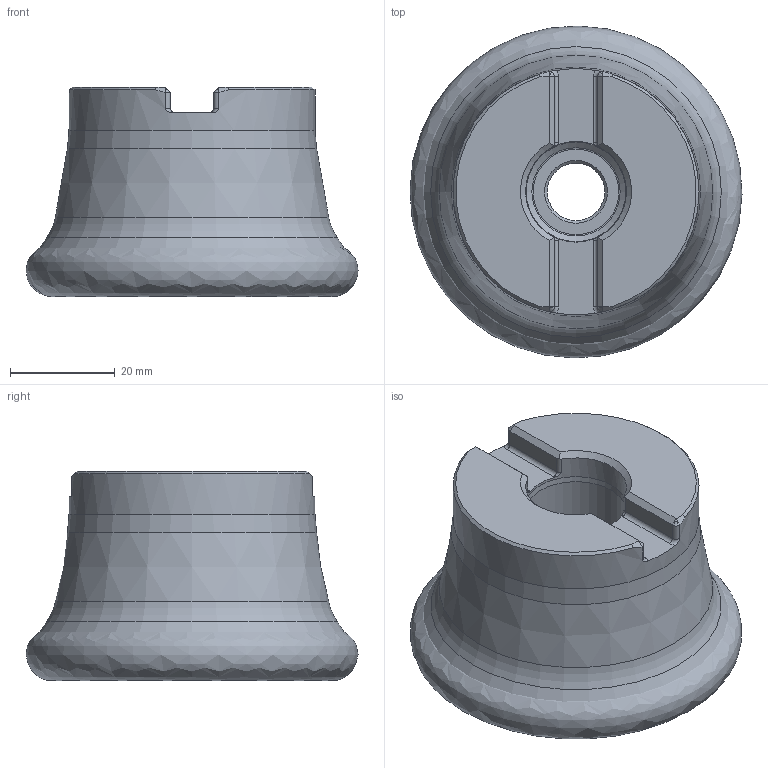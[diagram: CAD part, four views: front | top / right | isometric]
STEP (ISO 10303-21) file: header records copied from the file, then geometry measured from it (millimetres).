
FILE_DESCRIPTION(/* description */ (''),/* implementation_level */ '2;1');
FILE_NAME(/* name */ '250A07R_ISMORC10_C_SIM.stp',/* time_stamp */ '2017-06-12T10:38:05+02:00',/* author */ (''),/* organization */ (''),/* preprocessor_version */ 'ST-DEVELOPER v15',/* originating_system */ 'SIEMENS PLM Software NX 8.5',/* authorisation */ '');
FILE_SCHEMA (('AUTOMOTIVE_DESIGN { 1 0 10303 214 3 1 1 1 }'));
Length unit declared in the file: millimetre
Products named in the file (1): hm151F2849B4f1qi
Bounding box: 63.42 x 63.42 x 40 mm (x, y, z)
Volume: 80861.9 mm3; surface area: 18033.5 mm2
Topology: 2 solids, 2 shells, 78 faces, 190 edges, 111 vertices
Faces by surface type: cylinder 27, plane 19, cone 16, torus 15, revolution 1
Full cylindrical faces by diameter (mm): 11 x1, 16 x1, 19.056 x1, 19.25 x1, 47 x1
Entity records: 2241 total; most frequent: CARTESIAN_POINT 537, DIRECTION 363, ORIENTED_EDGE 312, EDGE_CURVE 156, AXIS2_PLACEMENT_3D 155, VERTEX_POINT 103, EDGE_LOOP 100, ADVANCED_FACE 78
